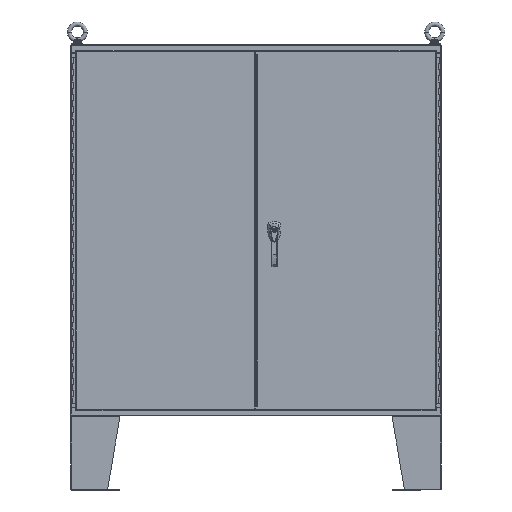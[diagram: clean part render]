
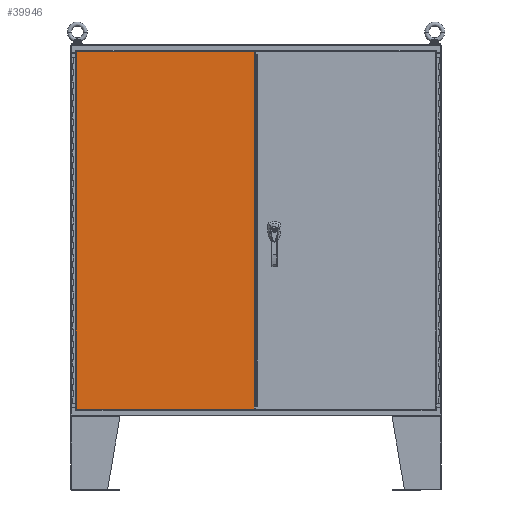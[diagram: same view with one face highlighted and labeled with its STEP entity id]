
A CAD part, front view. The second image highlights one B-rep face of the part: STEP entity #39946.
In plain terms, the highlighted planar face has unit normal (0, -1, 0).
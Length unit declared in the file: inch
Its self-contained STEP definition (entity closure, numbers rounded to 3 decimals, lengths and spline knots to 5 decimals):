
#1663 = ORIENTED_EDGE ( 'NONE', *, *, #6831, .T. ) ;
#2721 = VERTEX_POINT ( 'NONE', #80144 ) ;
#5267 = ORIENTED_EDGE ( 'NONE', *, *, #66345, .T. ) ;
#6831 = EDGE_CURVE ( 'NONE', #21265, #2721, #7428, .T. ) ;
#7428 = LINE ( 'NONE', #62501, #8937 ) ;
#8937 = VECTOR ( 'NONE', #39077, 39.37008 ) ;
#9152 = VECTOR ( 'NONE', #38189, 39.37008 ) ;
#9985 = ORIENTED_EDGE ( 'NONE', *, *, #80722, .T. ) ;
#10778 = VERTEX_POINT ( 'NONE', #68214 ) ;
#14179 = VERTEX_POINT ( 'NONE', #79909 ) ;
#16945 = DIRECTION ( 'NONE',  ( -1., 0., 0. ) ) ;
#17435 = LINE ( 'NONE', #17918, #71296 ) ;
#17918 = CARTESIAN_POINT ( 'NONE',  ( -29.10725, -13.753, 28.982 ) ) ;
#18669 = LINE ( 'NONE', #41512, #45278 ) ;
#19737 = AXIS2_PLACEMENT_3D ( 'NONE', #34266, #80108, #72630 ) ;
#21265 = VERTEX_POINT ( 'NONE', #64557 ) ;
#24526 = CARTESIAN_POINT ( 'NONE',  ( -0.26825, -13.753, 28.608 ) ) ;
#25849 = CARTESIAN_POINT ( 'NONE',  ( -0.26825, -13.753, -28.982 ) ) ;
#26121 = DIRECTION ( 'NONE',  ( 0., 0., 1. ) ) ;
#34266 = CARTESIAN_POINT ( 'NONE',  ( -29.10725, -13.753, -28.982 ) ) ;
#35236 = PLANE ( 'NONE',  #19737 ) ;
#35941 = VECTOR ( 'NONE', #72652, 39.37008 ) ;
#38189 = DIRECTION ( 'NONE',  ( 1., 0., 0. ) ) ;
#39077 = DIRECTION ( 'NONE',  ( 0., 0., 1. ) ) ;
#39946 = ADVANCED_FACE ( 'NONE', ( #87589 ), #35236, .T. ) ;
#41512 = CARTESIAN_POINT ( 'NONE',  ( -0.26825, -13.753, -28.982 ) ) ;
#42217 = LINE ( 'NONE', #25849, #35941 ) ;
#45278 = VECTOR ( 'NONE', #26121, 39.37008 ) ;
#46746 = VERTEX_POINT ( 'NONE', #61498 ) ;
#50620 = CARTESIAN_POINT ( 'NONE',  ( -29.10725, -13.753, -28.982 ) ) ;
#52674 = LINE ( 'NONE', #75098, #9152 ) ;
#57498 = EDGE_CURVE ( 'NONE', #46746, #14179, #17435, .T. ) ;
#61498 = CARTESIAN_POINT ( 'NONE',  ( -0.26825, -13.753, 28.982 ) ) ;
#62501 = CARTESIAN_POINT ( 'NONE',  ( -0.26825, -13.753, -28.982 ) ) ;
#64557 = CARTESIAN_POINT ( 'NONE',  ( -0.26825, -13.753, -28.982 ) ) ;
#64719 = VERTEX_POINT ( 'NONE', #24526 ) ;
#65833 = ORIENTED_EDGE ( 'NONE', *, *, #86723, .T. ) ;
#66345 = EDGE_CURVE ( 'NONE', #2721, #64719, #18669, .T. ) ;
#67065 = DIRECTION ( 'NONE',  ( 0., 0., -1. ) ) ;
#67394 = EDGE_LOOP ( 'NONE', ( #91980, #65833, #96736, #1663, #5267, #9985 ) ) ;
#67564 = LINE ( 'NONE', #50620, #70823 ) ;
#68214 = CARTESIAN_POINT ( 'NONE',  ( -29.10725, -13.753, -28.982 ) ) ;
#70823 = VECTOR ( 'NONE', #67065, 39.37008 ) ;
#71296 = VECTOR ( 'NONE', #16945, 39.37008 ) ;
#72630 = DIRECTION ( 'NONE',  ( 0., 0., -1. ) ) ;
#72652 = DIRECTION ( 'NONE',  ( 0., 0., 1. ) ) ;
#75098 = CARTESIAN_POINT ( 'NONE',  ( -29.10725, -13.753, -28.982 ) ) ;
#79909 = CARTESIAN_POINT ( 'NONE',  ( -29.10725, -13.753, 28.982 ) ) ;
#80108 = DIRECTION ( 'NONE',  ( 0., -1., 0. ) ) ;
#80144 = CARTESIAN_POINT ( 'NONE',  ( -0.26825, -13.753, -28.608 ) ) ;
#80722 = EDGE_CURVE ( 'NONE', #64719, #46746, #42217, .T. ) ;
#86723 = EDGE_CURVE ( 'NONE', #14179, #10778, #67564, .T. ) ;
#87589 = FACE_OUTER_BOUND ( 'NONE', #67394, .T. ) ;
#91980 = ORIENTED_EDGE ( 'NONE', *, *, #57498, .T. ) ;
#96736 = ORIENTED_EDGE ( 'NONE', *, *, #97939, .T. ) ;
#97939 = EDGE_CURVE ( 'NONE', #10778, #21265, #52674, .T. ) ;
